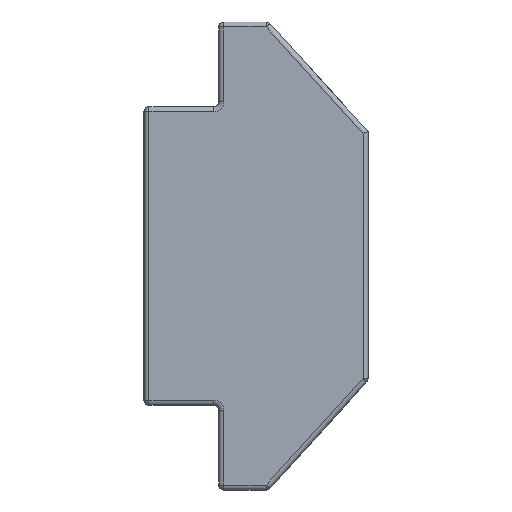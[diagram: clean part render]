
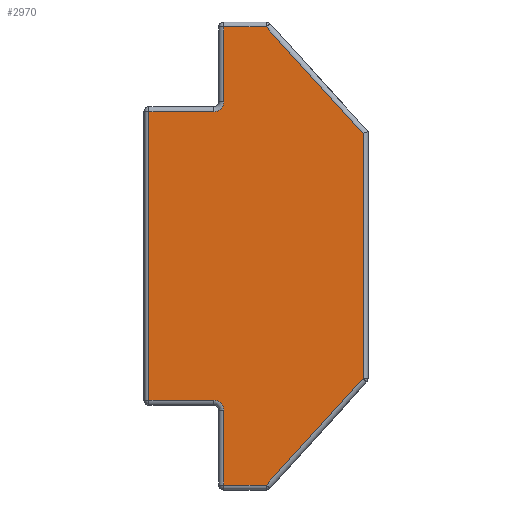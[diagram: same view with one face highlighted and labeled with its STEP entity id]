
A CAD part, left-side view. The second image highlights one B-rep face of the part: STEP entity #2970.
In plain terms, the highlighted planar face has unit normal (-1, 0, 0).
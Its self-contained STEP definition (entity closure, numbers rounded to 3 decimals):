
#6 = EDGE_CURVE ( 'NONE', #855, #72, #939, .T. ) ;
#72 = VERTEX_POINT ( 'NONE', #1450 ) ;
#92 = DIRECTION ( 'NONE',  ( 0., 0.673, 0.74 ) ) ;
#99 = VERTEX_POINT ( 'NONE', #148 ) ;
#148 = CARTESIAN_POINT ( 'NONE',  ( -5., -1.4, -2.9 ) ) ;
#152 = LINE ( 'NONE', #1212, #805 ) ;
#186 = CARTESIAN_POINT ( 'NONE',  ( -5., -2.5, -4.6 ) ) ;
#202 = DIRECTION ( 'NONE',  ( 0., 0., 1. ) ) ;
#203 = LINE ( 'NONE', #526, #249 ) ;
#216 = EDGE_CURVE ( 'NONE', #932, #2461, #2800, .T. ) ;
#220 = DIRECTION ( 'NONE',  ( 0., -1., 0. ) ) ;
#244 = DIRECTION ( 'NONE',  ( 0., 0., 1. ) ) ;
#249 = VECTOR ( 'NONE', #744, 1000. ) ;
#266 = VECTOR ( 'NONE', #585, 1000. ) ;
#272 = DIRECTION ( 'NONE',  ( 0., 0., 1. ) ) ;
#350 = CARTESIAN_POINT ( 'NONE',  ( -5., -1.4, 2.9 ) ) ;
#359 = LINE ( 'NONE', #1404, #3042 ) ;
#372 = AXIS2_PLACEMENT_3D ( 'NONE', #778, #1816, #272 ) ;
#421 = VERTEX_POINT ( 'NONE', #430 ) ;
#430 = CARTESIAN_POINT ( 'NONE',  ( -5., -1.6, 4.6 ) ) ;
#480 = DIRECTION ( 'NONE',  ( 0., 0., -1. ) ) ;
#481 = CIRCLE ( 'NONE', #2361, 0.2 ) ;
#500 = ORIENTED_EDGE ( 'NONE', *, *, #216, .T. ) ;
#526 = CARTESIAN_POINT ( 'NONE',  ( -5., -1.6, -4.7 ) ) ;
#532 = CIRCLE ( 'NONE', #372, 0.2 ) ;
#585 = DIRECTION ( 'NONE',  ( 0., -0.673, 0.74 ) ) ;
#744 = DIRECTION ( 'NONE',  ( 0., 0., -1. ) ) ;
#772 = AXIS2_PLACEMENT_3D ( 'NONE', #2781, #2560, #202 ) ;
#778 = CARTESIAN_POINT ( 'NONE',  ( -5., -1.4, 3.1 ) ) ;
#781 = DIRECTION ( 'NONE',  ( 0., 1., 0. ) ) ;
#785 = VECTOR ( 'NONE', #781, 1000. ) ;
#805 = VECTOR ( 'NONE', #2981, 1000. ) ;
#847 = EDGE_CURVE ( 'NONE', #1914, #99, #481, .T. ) ;
#855 = VERTEX_POINT ( 'NONE', #2073 ) ;
#888 = VERTEX_POINT ( 'NONE', #350 ) ;
#902 = ORIENTED_EDGE ( 'NONE', *, *, #2331, .T. ) ;
#932 = VERTEX_POINT ( 'NONE', #2891 ) ;
#939 = LINE ( 'NONE', #186, #1044 ) ;
#952 = CARTESIAN_POINT ( 'NONE',  ( -5., -1.6, -3.1 ) ) ;
#1024 = CARTESIAN_POINT ( 'NONE',  ( -5., -1.6, 3.1 ) ) ;
#1044 = VECTOR ( 'NONE', #3020, 1000. ) ;
#1100 = LINE ( 'NONE', #2135, #266 ) ;
#1140 = EDGE_CURVE ( 'NONE', #1914, #855, #203, .T. ) ;
#1161 = EDGE_CURVE ( 'NONE', #2461, #99, #2797, .T. ) ;
#1193 = CARTESIAN_POINT ( 'NONE',  ( -5., -2.456, 4.6 ) ) ;
#1196 = ORIENTED_EDGE ( 'NONE', *, *, #1755, .T. ) ;
#1212 = CARTESIAN_POINT ( 'NONE',  ( -5., -1.6, 3. ) ) ;
#1215 = EDGE_CURVE ( 'NONE', #888, #932, #1544, .T. ) ;
#1294 = CARTESIAN_POINT ( 'NONE',  ( -5., -1.5, -2.9 ) ) ;
#1404 = CARTESIAN_POINT ( 'NONE',  ( -5., -4.4, 2.5 ) ) ;
#1411 = EDGE_CURVE ( 'NONE', #72, #2029, #1100, .T. ) ;
#1450 = CARTESIAN_POINT ( 'NONE',  ( -5., -2.456, -4.6 ) ) ;
#1502 = CARTESIAN_POINT ( 'NONE',  ( -5., -4.4, -2.461 ) ) ;
#1544 = LINE ( 'NONE', #2571, #785 ) ;
#1592 = EDGE_LOOP ( 'NONE', ( #3021, #2971, #2481, #3229, #3241, #1196, #902, #3284, #2964, #500, #1938, #1974 ) ) ;
#1636 = DIRECTION ( 'NONE',  ( 0., 1., 0. ) ) ;
#1642 = CARTESIAN_POINT ( 'NONE',  ( -5., -2.426, 4.633 ) ) ;
#1755 = EDGE_CURVE ( 'NONE', #2699, #421, #2885, .T. ) ;
#1816 = DIRECTION ( 'NONE',  ( -1., 0., 0. ) ) ;
#1914 = VERTEX_POINT ( 'NONE', #952 ) ;
#1938 = ORIENTED_EDGE ( 'NONE', *, *, #1161, .T. ) ;
#1974 = ORIENTED_EDGE ( 'NONE', *, *, #847, .F. ) ;
#2029 = VERTEX_POINT ( 'NONE', #1502 ) ;
#2073 = CARTESIAN_POINT ( 'NONE',  ( -5., -1.6, -4.6 ) ) ;
#2114 = VERTEX_POINT ( 'NONE', #1024 ) ;
#2125 = VECTOR ( 'NONE', #92, 1000. ) ;
#2135 = CARTESIAN_POINT ( 'NONE',  ( -5., -4.426, -2.433 ) ) ;
#2263 = EDGE_CURVE ( 'NONE', #888, #2114, #532, .T. ) ;
#2275 = PLANE ( 'NONE',  #772 ) ;
#2331 = EDGE_CURVE ( 'NONE', #421, #2114, #152, .T. ) ;
#2361 = AXIS2_PLACEMENT_3D ( 'NONE', #2821, #2570, #244 ) ;
#2363 = EDGE_CURVE ( 'NONE', #2029, #2721, #359, .T. ) ;
#2375 = CARTESIAN_POINT ( 'NONE',  ( -5., -4.4, 2.461 ) ) ;
#2420 = LINE ( 'NONE', #1642, #2125 ) ;
#2461 = VERTEX_POINT ( 'NONE', #3314 ) ;
#2481 = ORIENTED_EDGE ( 'NONE', *, *, #1411, .T. ) ;
#2560 = DIRECTION ( 'NONE',  ( -1., 0., 0. ) ) ;
#2570 = DIRECTION ( 'NONE',  ( -1., 0., 0. ) ) ;
#2571 = CARTESIAN_POINT ( 'NONE',  ( -5., 0., 2.9 ) ) ;
#2648 = CARTESIAN_POINT ( 'NONE',  ( -5., -1.5, 4.6 ) ) ;
#2699 = VERTEX_POINT ( 'NONE', #1193 ) ;
#2708 = DIRECTION ( 'NONE',  ( 0., 0., 1. ) ) ;
#2721 = VERTEX_POINT ( 'NONE', #2375 ) ;
#2781 = CARTESIAN_POINT ( 'NONE',  ( -5., 0., 0. ) ) ;
#2797 = LINE ( 'NONE', #1294, #2842 ) ;
#2800 = LINE ( 'NONE', #3142, #2835 ) ;
#2821 = CARTESIAN_POINT ( 'NONE',  ( -5., -1.4, -3.1 ) ) ;
#2835 = VECTOR ( 'NONE', #480, 1000. ) ;
#2842 = VECTOR ( 'NONE', #220, 1000. ) ;
#2885 = LINE ( 'NONE', #2648, #3129 ) ;
#2891 = CARTESIAN_POINT ( 'NONE',  ( -5., -0.1, 2.9 ) ) ;
#2964 = ORIENTED_EDGE ( 'NONE', *, *, #1215, .T. ) ;
#2970 = ADVANCED_FACE ( 'NONE', ( #3264 ), #2275, .T. ) ;
#2971 = ORIENTED_EDGE ( 'NONE', *, *, #6, .T. ) ;
#2981 = DIRECTION ( 'NONE',  ( 0., 0., -1. ) ) ;
#3020 = DIRECTION ( 'NONE',  ( 0., -1., 0. ) ) ;
#3021 = ORIENTED_EDGE ( 'NONE', *, *, #1140, .T. ) ;
#3042 = VECTOR ( 'NONE', #2708, 1000. ) ;
#3129 = VECTOR ( 'NONE', #1636, 1000. ) ;
#3142 = CARTESIAN_POINT ( 'NONE',  ( -5., -0.1, -3. ) ) ;
#3229 = ORIENTED_EDGE ( 'NONE', *, *, #2363, .T. ) ;
#3241 = ORIENTED_EDGE ( 'NONE', *, *, #3297, .T. ) ;
#3264 = FACE_OUTER_BOUND ( 'NONE', #1592, .T. ) ;
#3284 = ORIENTED_EDGE ( 'NONE', *, *, #2263, .F. ) ;
#3297 = EDGE_CURVE ( 'NONE', #2721, #2699, #2420, .T. ) ;
#3314 = CARTESIAN_POINT ( 'NONE',  ( -5., -0.1, -2.9 ) ) ;
